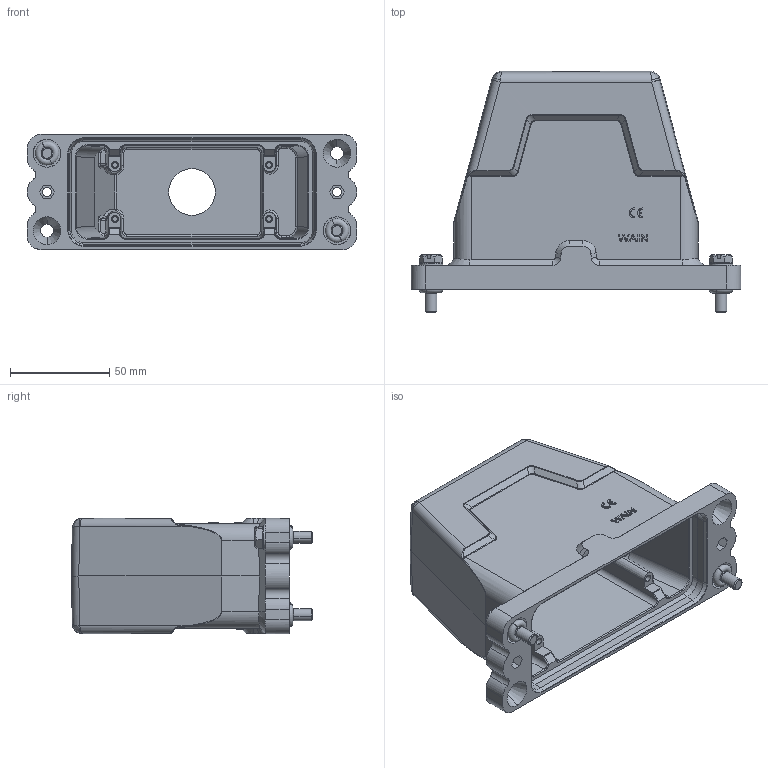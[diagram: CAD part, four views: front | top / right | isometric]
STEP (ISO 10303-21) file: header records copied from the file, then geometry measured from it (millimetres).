
FILE_DESCRIPTION(/* description */ (''),/* implementation_level */ '2;1');
FILE_NAME(/* name */ '3D_1136164305011_HP16B_H-TEH-4S-PG21_V1.1.STP',/* time_stamp */ '2024-02-01T15:21:18+08:00',/* author */ (''),/* organization */ (''),/* preprocessor_version */ 'ST-DEVELOPER v18.1',/* originating_system */ 'SIEMENS PLM Software NX 1980',/* authorisation */ '');
FILE_SCHEMA (('AP203_CONFIGURATION_CONTROLLED_3D_DESIGN_OF_MECHANICAL_PARTS_AND_ASSEMBLIES_MIM_LF { 1 0 10303 403 2 1 2}'));
Length unit declared in the file: millimetre
Products named in the file (1): temp
Bounding box: 166 x 121.4 x 58 mm (x, y, z)
Volume: 240614.4 mm3; surface area: 86797 mm2
Topology: 11 solids, 11 shells, 615 faces, 1571 edges, 1001 vertices
Faces by surface type: plane 250, cylinder 192, torus 59, cone 50, bspline 44, extrusion 16, sphere 4
Entity records: 21908 total; most frequent: CARTESIAN_POINT 8650, ORIENTED_EDGE 3142, DIRECTION 2030, EDGE_CURVE 1571, VERTEX_POINT 1001, B_SPLINE_CURVE_WITH_KNOTS 790, AXIS2_PLACEMENT_3D 715, EDGE_LOOP 652
